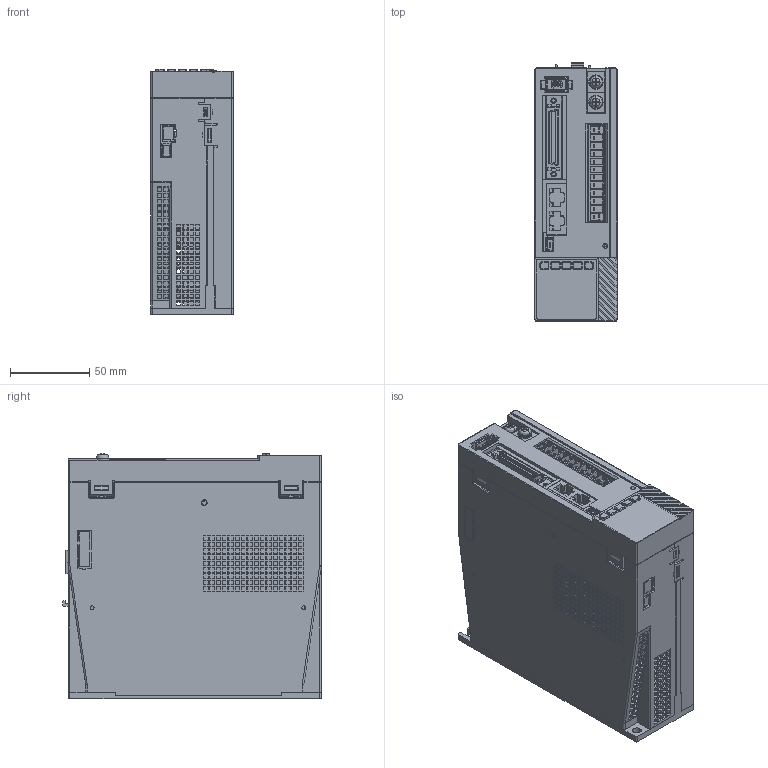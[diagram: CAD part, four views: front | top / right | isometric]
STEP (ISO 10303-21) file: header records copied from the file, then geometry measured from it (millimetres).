
FILE_DESCRIPTION((''),'2;1');
FILE_NAME('REP0002_SW0001','2021-09-03T',('Administrator'),(''),'PRO/ENGINEER BY PARAMETRIC TECHNOLOGY CORPORATION, 2010280','PRO/ENGINEER BY PARAMETRIC TECHNOLOGY CORPORATION, 2010280','');
FILE_SCHEMA(('CONFIG_CONTROL_DESIGN'));
Products named in the file (1): REP0002_SW0001
Bounding box: 52 x 163.5 x 155.3 mm (x, y, z)
Volume: 979691.2 mm3; surface area: 216350.2 mm2
Topology: 1 solids, 4 shells, 4260 faces, 11885 edges, 7851 vertices
Faces by surface type: plane 3502, cylinder 610, cone 99, bspline 24, torus 14, sphere 7, extrusion 4
Entity records: 142971 total; most frequent: CARTESIAN_POINT 32107, ORIENTED_EDGE 23756, DIRECTION 21280, EDGE_CURVE 11878, VECTOR 10238, LINE 10234, VERTEX_POINT 7851, AXIS2_PLACEMENT_3D 5521
